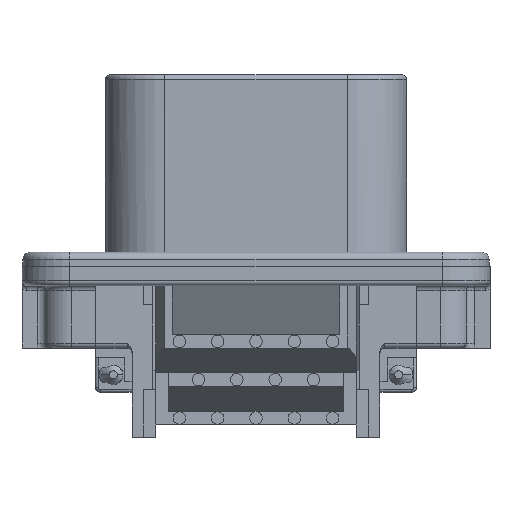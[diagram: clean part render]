
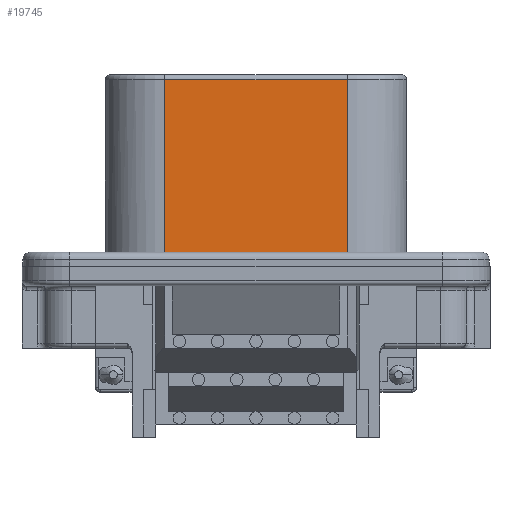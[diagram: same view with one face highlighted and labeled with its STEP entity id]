
A CAD part, front view. The second image highlights one B-rep face of the part: STEP entity #19745.
In plain terms, the highlighted planar face has unit normal (0, -1, 0).
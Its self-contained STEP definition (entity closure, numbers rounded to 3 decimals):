
#6376=DIRECTION('',(1.,0.,0.));
#6377=VECTOR('',#6376,19.);
#6378=CARTESIAN_POINT('',(-9.5,-11.8,-0.5));
#6379=LINE('',#6378,#6377);
#6380=DIRECTION('',(0.,0.,-1.));
#6381=VECTOR('',#6380,19.5);
#6382=CARTESIAN_POINT('',(9.5,-11.8,-0.5));
#6383=LINE('',#6382,#6381);
#6384=DIRECTION('',(-1.,0.,0.));
#6385=VECTOR('',#6384,19.);
#6386=CARTESIAN_POINT('',(9.5,-11.8,-20.));
#6387=LINE('',#6386,#6385);
#6393=DIRECTION('',(0.,0.,-1.));
#6394=VECTOR('',#6393,19.5);
#6395=CARTESIAN_POINT('',(-9.5,-11.8,-0.5));
#6396=LINE('',#6395,#6394);
#10177=CARTESIAN_POINT('',(9.5,-11.8,-20.));
#10178=CARTESIAN_POINT('',(-9.5,-11.8,-20.));
#10179=VERTEX_POINT('',#10177);
#10180=VERTEX_POINT('',#10178);
#11035=CARTESIAN_POINT('',(9.5,-11.8,-0.5));
#11037=VERTEX_POINT('',#11035);
#11061=CARTESIAN_POINT('',(-9.5,-11.8,-0.5));
#11062=VERTEX_POINT('',#11061);
#19733=CARTESIAN_POINT('',(9.5,-11.8,0.));
#19734=DIRECTION('',(0.,-1.,0.));
#19735=DIRECTION('',(-1.,0.,0.));
#19736=AXIS2_PLACEMENT_3D('',#19733,#19734,#19735);
#19737=PLANE('',#19736);
#19738=ORIENTED_EDGE('',*,*,#19727,.T.);
#19739=ORIENTED_EDGE('',*,*,#19356,.T.);
#19740=ORIENTED_EDGE('',*,*,#13204,.T.);
#19742=ORIENTED_EDGE('',*,*,#19741,.F.);
#19743=EDGE_LOOP('',(#19738,#19739,#19740,#19742));
#19744=FACE_OUTER_BOUND('',#19743,.F.);
#13204=EDGE_CURVE('',#10179,#10180,#6387,.T.);
#19356=EDGE_CURVE('',#11037,#10179,#6383,.T.);
#19727=EDGE_CURVE('',#11062,#11037,#6379,.T.);
#19741=EDGE_CURVE('',#11062,#10180,#6396,.T.);
#19745=ADVANCED_FACE('',(#19744),#19737,.T.);
